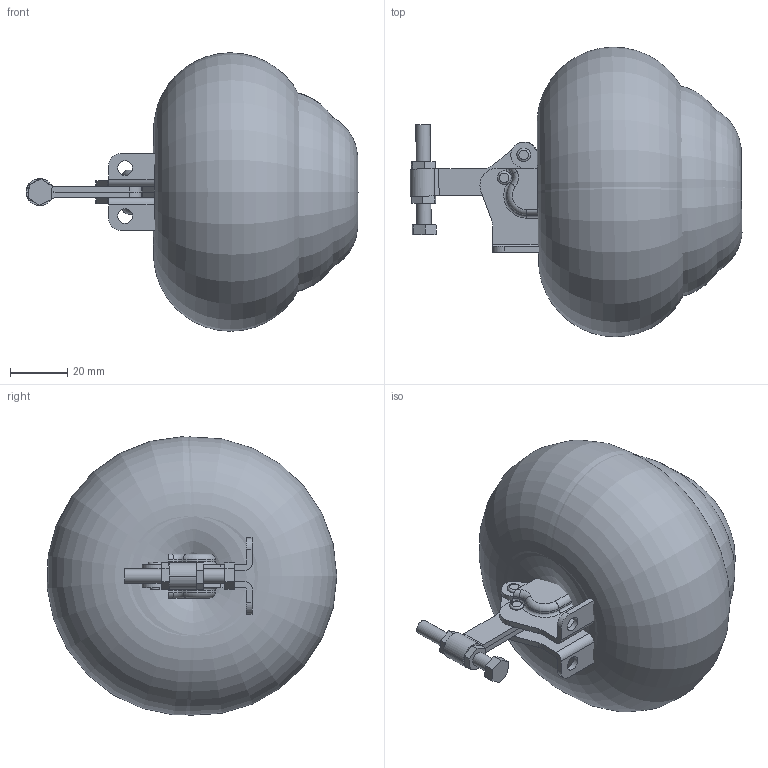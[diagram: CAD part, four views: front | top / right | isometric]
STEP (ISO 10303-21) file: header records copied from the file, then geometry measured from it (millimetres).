
FILE_DESCRIPTION(/* description */ ('Alibre Inc.'),/* implementation_level */ '2;1');
FILE_NAME(/* name */ 'export0',/* time_stamp */ '2012-02-17T12:15:24+01:00',/* author */ (''),/* organization */ (''),/* preprocessor_version */ 'ST-DEVELOPER v12',/* originating_system */ 'Alibre',/* authorisation */ '');
FILE_SCHEMA (('CONFIG_CONTROL_DESIGN'));
Length unit declared in the file: millimetre
Products named in the file (1): ID_1
Bounding box: 116.24 x 101.41 x 97.5 mm (x, y, z)
Volume: 10748.7 mm3; surface area: 132940.2 mm2
Topology: 16 solids, 17 shells, 306 faces, 765 edges, 440 vertices
Faces by surface type: cylinder 139, plane 127, torus 36, cone 4
Full cylindrical faces by diameter (mm): 2.95 x4, 3.075 x16, 4.8 x4, 5 x3, 5.2 x4
Entity records: 8926 total; most frequent: CARTESIAN_POINT 1712, DIRECTION 1461, ORIENTED_EDGE 1420, EDGE_CURVE 710, AXIS2_PLACEMENT_3D 630, VERTEX_POINT 428, EDGE_LOOP 390, FACE_BOUND 390
